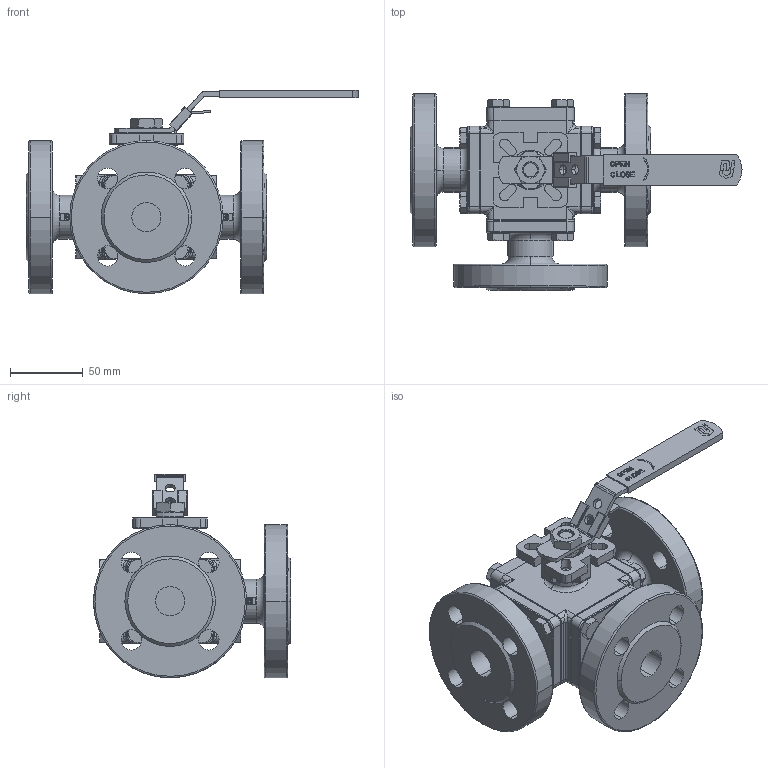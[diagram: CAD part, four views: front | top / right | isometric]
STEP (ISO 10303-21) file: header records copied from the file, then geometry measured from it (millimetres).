
FILE_DESCRIPTION(('HOOPS Exchange Step'),'2;1');
FILE_NAME('FK0800_PN16_DN20.stp','2025-08-25T09:47:33+02:00',('nieru'),('Unknown organisation'),'HOOPS Exchange 2024.2','HOOPS Exchange','Unknown authorisation');
FILE_SCHEMA( ('AP203_CONFIGURATION_CONTROLLED_3D_DESIGN_OF_MECHANICAL_PARTS_AND_ASSEMBLIES_MIM_LF') );
Length unit declared in the file: millimetre
Products named in the file (2): 0; root
Assembly tree (1 placements, depth 2):
  root
    0
Bounding box: 227.5 x 135 x 139.5 mm (x, y, z)
Volume: 851351.3 mm3; surface area: 141782.9 mm2
Topology: 1 solids, 1 shells, 2118 faces, 5600 edges, 3604 vertices
Faces by surface type: plane 1034, bspline 474, cylinder 360, cone 164, torus 86
Entity records: 75078 total; most frequent: CARTESIAN_POINT 26568, ORIENTED_EDGE 11168, DIRECTION 8091, EDGE_CURVE 5584, VERTEX_POINT 3604, VECTOR 2967, LINE 2967, AXIS2_PLACEMENT_3D 2562
